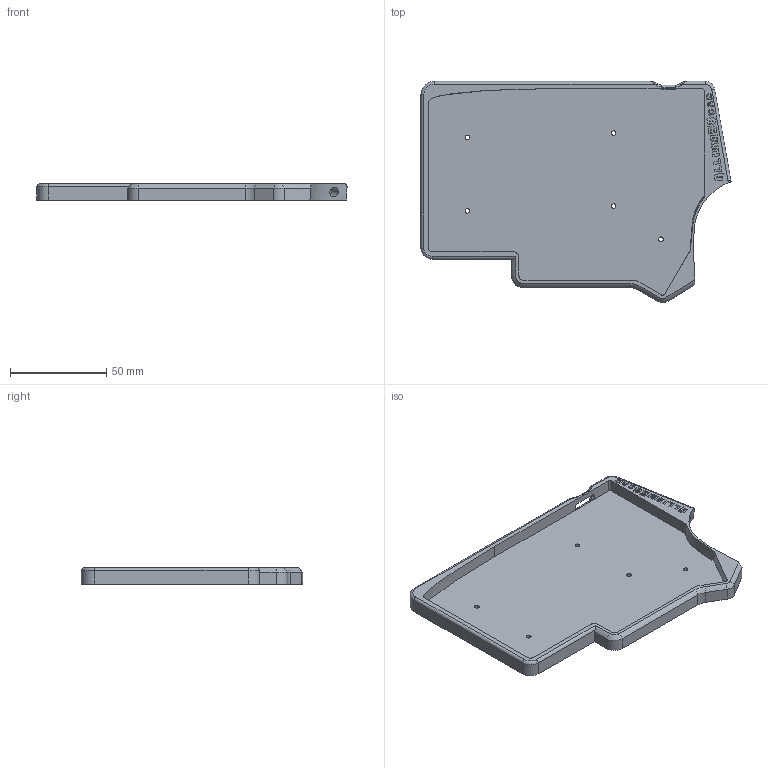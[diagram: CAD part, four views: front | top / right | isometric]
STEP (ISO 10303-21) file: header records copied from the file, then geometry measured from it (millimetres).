
FILE_DESCRIPTION (( 'STEP AP214' ), '1' );
FILE_NAME ('Allium58CAD_BottomLeft.STEP', '2024-05-21T18:18:11', ( '' ), ( '' ), 'SwSTEP 2.0', 'SolidWorks 2022', '' );
FILE_SCHEMA (( 'AUTOMOTIVE_DESIGN' ));
Length unit declared in the file: millimetre
Products named in the file (1): Allium58CAD_BottomLeft
Bounding box: 161.46 x 115.25 x 8.5 mm (x, y, z)
Volume: 44694 mm3; surface area: 38369.2 mm2
Topology: 1 solids, 1 shells, 310 faces, 836 edges, 542 vertices
Faces by surface type: plane 183, bspline 69, cylinder 47, torus 11
Entity records: 14270 total; most frequent: CARTESIAN_POINT 6885, ORIENTED_EDGE 1668, DIRECTION 1265, EDGE_CURVE 834, VECTOR 577, LINE 577, VERTEX_POINT 542, AXIS2_PLACEMENT_3D 344
